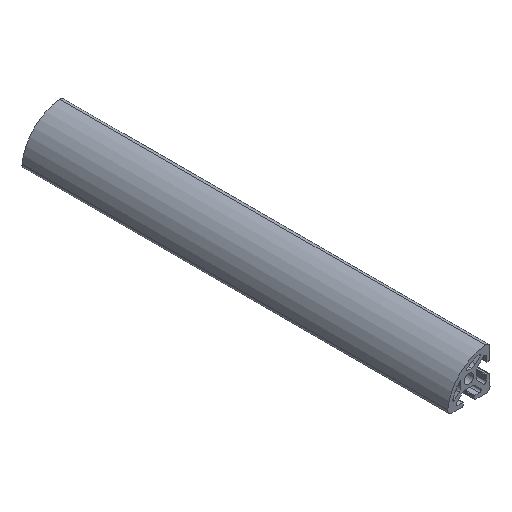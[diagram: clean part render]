
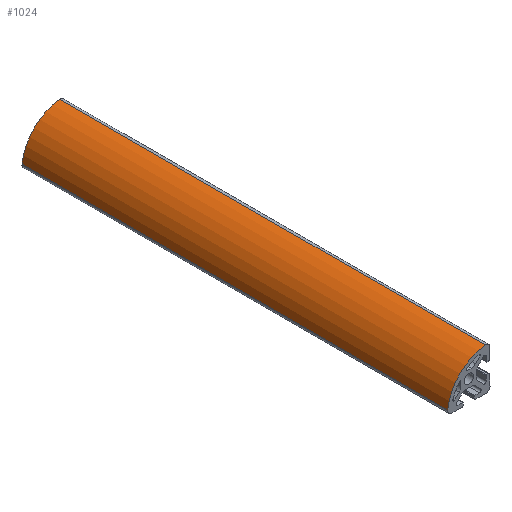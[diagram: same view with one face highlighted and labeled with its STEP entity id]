
A CAD part, isometric view. The second image highlights one B-rep face of the part: STEP entity #1024.
In plain terms, the highlighted cylindrical face has radius 20 mm (diameter 40 mm), a partial arc.
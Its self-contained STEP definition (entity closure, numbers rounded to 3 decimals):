
#60=CIRCLE('',#1118,20.);
#61=CIRCLE('',#1119,20.);
#99=CYLINDRICAL_SURFACE('',#1117,20.);
#141=FACE_OUTER_BOUND('',#195,.T.);
#195=EDGE_LOOP('',(#790,#791,#792,#793));
#271=LINE('',#1634,#365);
#280=LINE('',#1675,#374);
#365=VECTOR('',#1313,200.);
#374=VECTOR('',#1362,200.);
#464=VERTEX_POINT('',#1631);
#465=VERTEX_POINT('',#1633);
#476=VERTEX_POINT('',#1672);
#477=VERTEX_POINT('',#1674);
#588=EDGE_CURVE('',#464,#465,#271,.T.);
#608=EDGE_CURVE('',#464,#476,#60,.T.);
#609=EDGE_CURVE('',#476,#477,#280,.T.);
#610=EDGE_CURVE('',#465,#477,#61,.T.);
#790=ORIENTED_EDGE('',*,*,#608,.T.);
#791=ORIENTED_EDGE('',*,*,#609,.T.);
#792=ORIENTED_EDGE('',*,*,#610,.F.);
#793=ORIENTED_EDGE('',*,*,#588,.F.);
#1024=ADVANCED_FACE('',(#141),#99,.T.);
#1117=AXIS2_PLACEMENT_3D('',#1671,#1358,#1359);
#1118=AXIS2_PLACEMENT_3D('',#1673,#1360,#1361);
#1119=AXIS2_PLACEMENT_3D('',#1676,#1363,#1364);
#1313=DIRECTION('',(0.,-1.,0.));
#1358=DIRECTION('center_axis',(0.,1.,0.));
#1359=DIRECTION('ref_axis',(0.994,0.,-0.111));
#1360=DIRECTION('center_axis',(0.,-1.,0.));
#1361=DIRECTION('ref_axis',(0.994,0.,-0.111));
#1362=DIRECTION('',(0.,-1.,0.));
#1363=DIRECTION('center_axis',(0.,-1.,0.));
#1364=DIRECTION('ref_axis',(0.994,0.,-0.111));
#1631=CARTESIAN_POINT('',(7.722,200.,9.932));
#1633=CARTESIAN_POINT('',(7.722,0.,9.932));
#1634=CARTESIAN_POINT('',(7.722,0.,9.932));
#1671=CARTESIAN_POINT('Origin',(9.944,0.,-9.944));
#1672=CARTESIAN_POINT('',(-9.932,200.,-7.722));
#1673=CARTESIAN_POINT('Origin',(9.944,200.,-9.944));
#1674=CARTESIAN_POINT('',(-9.932,0.,-7.722));
#1675=CARTESIAN_POINT('',(-9.932,0.,-7.722));
#1676=CARTESIAN_POINT('Origin',(9.944,0.,-9.944));
